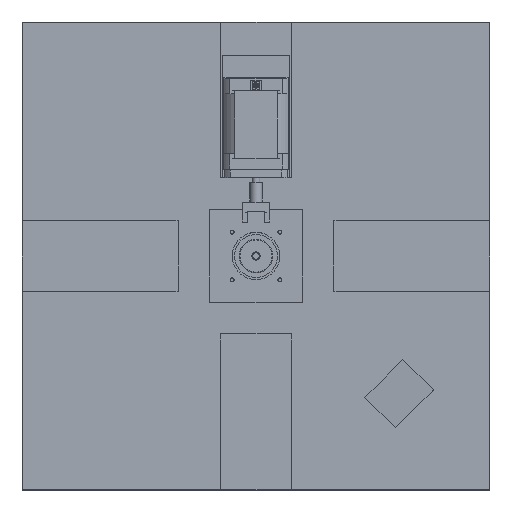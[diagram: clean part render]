
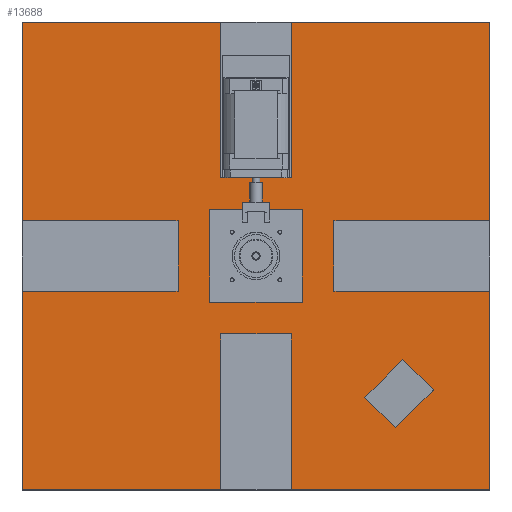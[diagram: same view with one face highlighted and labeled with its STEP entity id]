
A CAD part, top view. The second image highlights one B-rep face of the part: STEP entity #13688.
In plain terms, the highlighted planar face has unit normal (0, 0, 1).
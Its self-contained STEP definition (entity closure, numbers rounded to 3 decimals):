
#449=FACE_BOUND('',#4627,.T.);
#1526=LINE('',#32999,#2432);
#1530=LINE('',#33007,#2436);
#1533=LINE('',#33013,#2439);
#1536=LINE('',#33018,#2442);
#1538=LINE('',#33034,#2444);
#1542=LINE('',#33042,#2448);
#1545=LINE('',#33048,#2451);
#1549=LINE('',#33057,#2455);
#1553=LINE('',#33065,#2459);
#1556=LINE('',#33071,#2462);
#1560=LINE('',#33080,#2466);
#1564=LINE('',#33088,#2470);
#1567=LINE('',#33094,#2473);
#1571=LINE('',#33103,#2477);
#1575=LINE('',#33111,#2481);
#1578=LINE('',#33117,#2484);
#1582=LINE('',#33125,#2488);
#1586=LINE('',#33132,#2492);
#1587=LINE('',#33135,#2493);
#1591=LINE('',#33142,#2497);
#1592=LINE('',#33144,#2498);
#1594=LINE('',#33146,#2500);
#1600=LINE('',#33168,#2506);
#1602=LINE('',#33170,#2508);
#2432=VECTOR('',#18727,10.);
#2436=VECTOR('',#18733,10.);
#2439=VECTOR('',#18738,10.);
#2442=VECTOR('',#18743,10.);
#2444=VECTOR('',#18759,10.);
#2448=VECTOR('',#18765,10.);
#2451=VECTOR('',#18770,10.);
#2455=VECTOR('',#18778,10.);
#2459=VECTOR('',#18784,10.);
#2462=VECTOR('',#18789,10.);
#2466=VECTOR('',#18797,10.);
#2470=VECTOR('',#18803,10.);
#2473=VECTOR('',#18808,10.);
#2477=VECTOR('',#18816,10.);
#2481=VECTOR('',#18822,10.);
#2484=VECTOR('',#18827,10.);
#2488=VECTOR('',#18835,10.);
#2492=VECTOR('',#18839,10.);
#2493=VECTOR('',#18842,10.);
#2497=VECTOR('',#18846,10.);
#2498=VECTOR('',#18849,10.);
#2500=VECTOR('',#18851,10.);
#2506=VECTOR('',#18879,10.);
#2508=VECTOR('',#18881,10.);
#3709=FACE_OUTER_BOUND('',#4626,.T.);
#4626=EDGE_LOOP('',(#12439,#12440,#12441,#12442,#12443,#12444,#12445,#12446,
#12447,#12448,#12449,#12450,#12451,#12452,#12453,#12454,#12455,#12456,#12457,
#12458));
#4627=EDGE_LOOP('',(#12459,#12460,#12461,#12462));
#6655=VERTEX_POINT('',#32997);
#6656=VERTEX_POINT('',#32998);
#6659=VERTEX_POINT('',#33006);
#6661=VERTEX_POINT('',#33012);
#6668=VERTEX_POINT('',#33032);
#6669=VERTEX_POINT('',#33033);
#6672=VERTEX_POINT('',#33041);
#6674=VERTEX_POINT('',#33047);
#6676=VERTEX_POINT('',#33055);
#6677=VERTEX_POINT('',#33056);
#6680=VERTEX_POINT('',#33064);
#6682=VERTEX_POINT('',#33070);
#6684=VERTEX_POINT('',#33078);
#6685=VERTEX_POINT('',#33079);
#6688=VERTEX_POINT('',#33087);
#6690=VERTEX_POINT('',#33093);
#6692=VERTEX_POINT('',#33101);
#6693=VERTEX_POINT('',#33102);
#6696=VERTEX_POINT('',#33110);
#6698=VERTEX_POINT('',#33116);
#6700=VERTEX_POINT('',#33124);
#6703=VERTEX_POINT('',#33130);
#6704=VERTEX_POINT('',#33134);
#6707=VERTEX_POINT('',#33140);
#8554=EDGE_CURVE('',#6655,#6656,#1526,.T.);
#8558=EDGE_CURVE('',#6659,#6655,#1530,.T.);
#8561=EDGE_CURVE('',#6661,#6659,#1533,.T.);
#8564=EDGE_CURVE('',#6656,#6661,#1536,.T.);
#8571=EDGE_CURVE('',#6668,#6669,#1538,.T.);
#8575=EDGE_CURVE('',#6672,#6668,#1542,.T.);
#8578=EDGE_CURVE('',#6674,#6672,#1545,.T.);
#8582=EDGE_CURVE('',#6676,#6677,#1549,.T.);
#8586=EDGE_CURVE('',#6680,#6676,#1553,.T.);
#8589=EDGE_CURVE('',#6682,#6680,#1556,.T.);
#8593=EDGE_CURVE('',#6684,#6685,#1560,.T.);
#8597=EDGE_CURVE('',#6688,#6684,#1564,.T.);
#8600=EDGE_CURVE('',#6690,#6688,#1567,.T.);
#8604=EDGE_CURVE('',#6692,#6693,#1571,.T.);
#8608=EDGE_CURVE('',#6696,#6692,#1575,.T.);
#8611=EDGE_CURVE('',#6698,#6696,#1578,.T.);
#8615=EDGE_CURVE('',#6700,#6674,#1582,.T.);
#8619=EDGE_CURVE('',#6669,#6703,#1586,.T.);
#8620=EDGE_CURVE('',#6704,#6682,#1587,.T.);
#8624=EDGE_CURVE('',#6677,#6707,#1591,.T.);
#8625=EDGE_CURVE('',#6703,#6690,#1592,.T.);
#8627=EDGE_CURVE('',#6685,#6704,#1594,.T.);
#8638=EDGE_CURVE('',#6707,#6698,#1600,.T.);
#8640=EDGE_CURVE('',#6693,#6700,#1602,.T.);
#12439=ORIENTED_EDGE('',*,*,#8571,.T.);
#12440=ORIENTED_EDGE('',*,*,#8619,.T.);
#12441=ORIENTED_EDGE('',*,*,#8625,.T.);
#12442=ORIENTED_EDGE('',*,*,#8600,.T.);
#12443=ORIENTED_EDGE('',*,*,#8597,.T.);
#12444=ORIENTED_EDGE('',*,*,#8593,.T.);
#12445=ORIENTED_EDGE('',*,*,#8627,.T.);
#12446=ORIENTED_EDGE('',*,*,#8620,.T.);
#12447=ORIENTED_EDGE('',*,*,#8589,.T.);
#12448=ORIENTED_EDGE('',*,*,#8586,.T.);
#12449=ORIENTED_EDGE('',*,*,#8582,.T.);
#12450=ORIENTED_EDGE('',*,*,#8624,.T.);
#12451=ORIENTED_EDGE('',*,*,#8638,.T.);
#12452=ORIENTED_EDGE('',*,*,#8611,.T.);
#12453=ORIENTED_EDGE('',*,*,#8608,.T.);
#12454=ORIENTED_EDGE('',*,*,#8604,.T.);
#12455=ORIENTED_EDGE('',*,*,#8640,.T.);
#12456=ORIENTED_EDGE('',*,*,#8615,.T.);
#12457=ORIENTED_EDGE('',*,*,#8578,.T.);
#12458=ORIENTED_EDGE('',*,*,#8575,.T.);
#12459=ORIENTED_EDGE('',*,*,#8554,.T.);
#12460=ORIENTED_EDGE('',*,*,#8564,.T.);
#12461=ORIENTED_EDGE('',*,*,#8561,.T.);
#12462=ORIENTED_EDGE('',*,*,#8558,.T.);
#12880=PLANE('',#15309);
#13688=ADVANCED_FACE('',(#3709,#449),#12880,.T.);
#15309=AXIS2_PLACEMENT_3D('',#33171,#18882,#18883);
#18727=DIRECTION('',(0.,1.,0.));
#18733=DIRECTION('',(-1.,0.,0.));
#18738=DIRECTION('',(0.,-1.,0.));
#18743=DIRECTION('',(1.,0.,0.));
#18759=DIRECTION('',(1.,0.,0.));
#18765=DIRECTION('',(0.,1.,0.));
#18770=DIRECTION('',(-1.,0.,0.));
#18778=DIRECTION('',(-1.,0.,0.));
#18784=DIRECTION('',(0.,-1.,0.));
#18789=DIRECTION('',(1.,0.,0.));
#18797=DIRECTION('',(0.,1.,0.));
#18803=DIRECTION('',(-1.,0.,0.));
#18808=DIRECTION('',(0.,-1.,0.));
#18816=DIRECTION('',(0.,-1.,0.));
#18822=DIRECTION('',(1.,0.,0.));
#18827=DIRECTION('',(0.,1.,0.));
#18835=DIRECTION('',(0.,1.,0.));
#18839=DIRECTION('',(0.,1.,0.));
#18842=DIRECTION('',(0.,-1.,0.));
#18846=DIRECTION('',(0.,-1.,0.));
#18849=DIRECTION('',(-1.,0.,0.));
#18851=DIRECTION('',(-1.,0.,0.));
#18879=DIRECTION('',(1.,0.,0.));
#18881=DIRECTION('',(1.,0.,0.));
#18882=DIRECTION('center_axis',(0.,0.,
1.));
#18883=DIRECTION('ref_axis',(-1.,0.,0.));
#32997=CARTESIAN_POINT('',(-30.,-30.,79.05));
#32998=CARTESIAN_POINT('',(-30.,30.,79.05));
#32999=CARTESIAN_POINT('',(-30.,-15.,79.05));
#33006=CARTESIAN_POINT('',(30.,-30.,79.05));
#33007=CARTESIAN_POINT('',(15.,-30.,79.05));
#33012=CARTESIAN_POINT('',(30.,30.,79.05));
#33013=CARTESIAN_POINT('',(30.,15.,79.05));
#33018=CARTESIAN_POINT('',(-15.,30.,79.05));
#33032=CARTESIAN_POINT('',(50.8,22.86,79.05));
#33033=CARTESIAN_POINT('',(152.4,22.86,79.05));
#33034=CARTESIAN_POINT('',(25.4,22.86,79.05));
#33041=CARTESIAN_POINT('',(50.8,-22.86,79.05));
#33042=CARTESIAN_POINT('',(50.8,-11.43,79.05));
#33047=CARTESIAN_POINT('',(152.4,-22.86,79.05));
#33048=CARTESIAN_POINT('',(76.2,-22.86,79.05));
#33055=CARTESIAN_POINT('',(-50.8,-22.86,79.05));
#33056=CARTESIAN_POINT('',(-152.4,-22.86,79.05));
#33057=CARTESIAN_POINT('',(-25.4,-22.86,79.05));
#33064=CARTESIAN_POINT('',(-50.8,22.86,79.05));
#33065=CARTESIAN_POINT('',(-50.8,11.43,79.05));
#33070=CARTESIAN_POINT('',(-152.4,22.86,79.05));
#33071=CARTESIAN_POINT('',(-76.2,22.86,79.05));
#33078=CARTESIAN_POINT('',(-22.86,50.8,79.05));
#33079=CARTESIAN_POINT('',(-22.86,152.4,79.05));
#33080=CARTESIAN_POINT('',(-22.86,25.4,79.05));
#33087=CARTESIAN_POINT('',(22.86,50.8,79.05));
#33088=CARTESIAN_POINT('',(11.43,50.8,79.05));
#33093=CARTESIAN_POINT('',(22.86,152.4,79.05));
#33094=CARTESIAN_POINT('',(22.86,76.2,79.05));
#33101=CARTESIAN_POINT('',(22.86,-50.8,79.05));
#33102=CARTESIAN_POINT('',(22.86,-152.4,79.05));
#33103=CARTESIAN_POINT('',(22.86,-25.4,79.05));
#33110=CARTESIAN_POINT('',(-22.86,-50.8,79.05));
#33111=CARTESIAN_POINT('',(-11.43,-50.8,79.05));
#33116=CARTESIAN_POINT('',(-22.86,-152.4,79.05));
#33117=CARTESIAN_POINT('',(-22.86,-76.2,79.05));
#33124=CARTESIAN_POINT('',(152.4,-152.4,79.05));
#33125=CARTESIAN_POINT('',(152.4,-152.4,79.05));
#33130=CARTESIAN_POINT('',(152.4,152.4,79.05));
#33132=CARTESIAN_POINT('',(152.4,-152.4,79.05));
#33134=CARTESIAN_POINT('',(-152.4,152.4,79.05));
#33135=CARTESIAN_POINT('',(-152.4,152.4,79.05));
#33140=CARTESIAN_POINT('',(-152.4,-152.4,79.05));
#33142=CARTESIAN_POINT('',(-152.4,152.4,79.05));
#33144=CARTESIAN_POINT('',(152.4,152.4,79.05));
#33146=CARTESIAN_POINT('',(152.4,152.4,79.05));
#33168=CARTESIAN_POINT('',(-152.4,-152.4,79.05));
#33170=CARTESIAN_POINT('',(-152.4,-152.4,79.05));
#33171=CARTESIAN_POINT('Origin',(0.,0.,
79.05));
